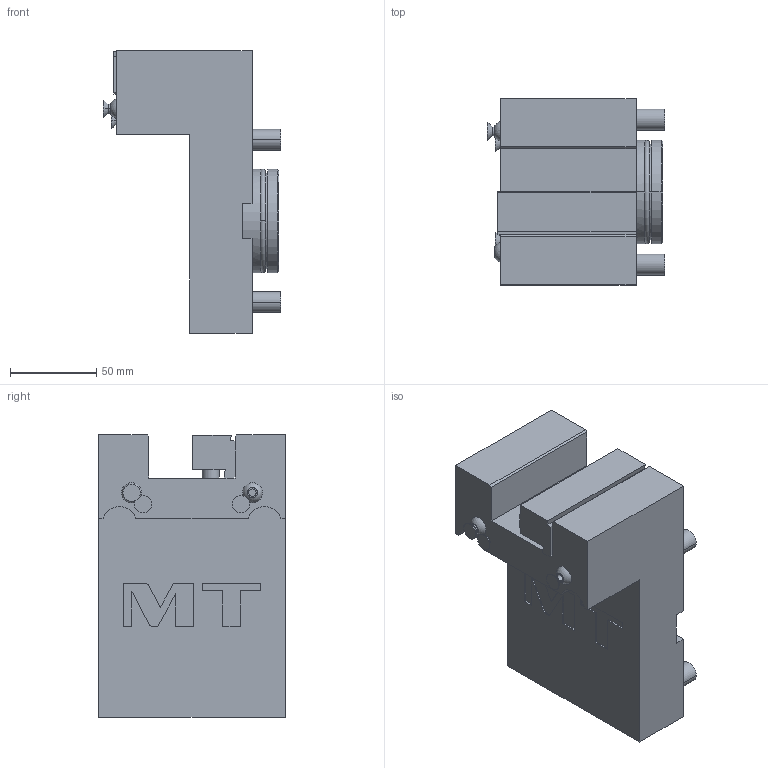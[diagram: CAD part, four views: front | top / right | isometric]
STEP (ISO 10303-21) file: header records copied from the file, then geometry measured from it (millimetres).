
FILE_DESCRIPTION((''),'2;1');
FILE_NAME('MNL0042500_CONF','2023-02-17T11:50:19',('sterribile'),('M.T. srl'),'CREO PARAMETRIC BY PTC INC, 2021072','CREO PARAMETRIC BY PTC INC, 2021072','');
FILE_SCHEMA(('CONFIG_CONTROL_DESIGN'));
Length unit declared in the file: millimetre
Products named in the file (1): MNL0042500_CONF
Bounding box: 102.55 x 108 x 163.5 mm (x, y, z)
Volume: 831408.4 mm3; surface area: 83895.2 mm2
Topology: 1 solids, 1 shells, 135 faces, 338 edges, 222 vertices
Faces by surface type: plane 81, cylinder 36, cone 8, torus 6, extrusion 2, sphere 2
Entity records: 4094 total; most frequent: DIRECTION 710, CARTESIAN_POINT 707, ORIENTED_EDGE 676, EDGE_CURVE 338, AXIS2_PLACEMENT_3D 241, VECTOR 228, LINE 226, VERTEX_POINT 222
